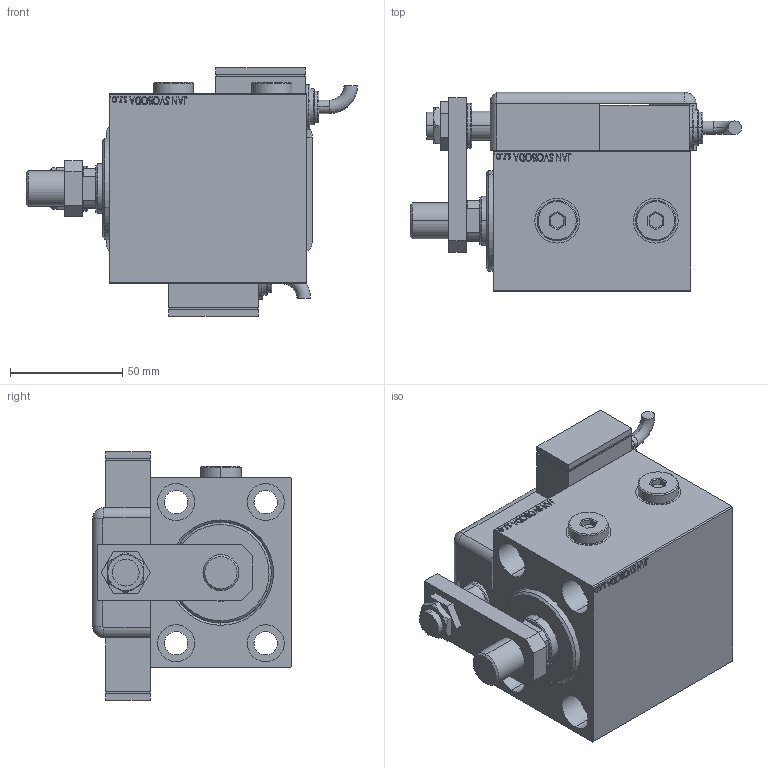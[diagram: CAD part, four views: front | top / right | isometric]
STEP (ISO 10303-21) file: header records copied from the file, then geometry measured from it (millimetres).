
FILE_DESCRIPTION (( 'STEP AP203' ), '1' );
FILE_NAME ('4e8a.STEP', '2025-09-04T10:38:28', ( '' ), ( '' ), 'SwSTEP 2.0', 'SolidWorks 2019', '' );
FILE_SCHEMA (( 'CONFIG_CONTROL_DESIGN' ));
Length unit declared in the file: millimetre
Products named in the file (15): ZARAZKA_Q 8a04ba5d50b886de96857bcee7a92cf5; V450CM_C_Body 8a04ba5d50b886de96857bcee7a92cf5; Zatka_OIL_PORT 8a04ba5d50b886de96857bcee7a92cf5; NUT_D13 8a04ba5d50b886de96857bcee7a92cf5; SWITCH_Q_FRONT_BACK 8a04ba5d50b886de96857bcee7a92cf5; 4e8a; V450CM_VC_B 8a04ba5d50b886de96857bcee7a92cf5; SWITCH DIM A_G 8a04ba5d50b886de96857bcee7a92cf5; V450CM_MALE_METRIC 8a04ba5d50b886de96857bcee7a92cf5; MAGNETIC SWITCH Q 8a04ba5d50b886de96857bcee7a92cf5; V450CM_C_VCP 8a04ba5d50b886de96857bcee7a92cf5; TYC 8a04ba5d50b886de96857bcee7a92cf5; NUT_D19 8a04ba5d50b886de96857bcee7a92cf5; SWITCH Q 8a04ba5d50b886de96857bcee7a92cf5; KRYT 8a04ba5d50b886de96857bcee7a92cf5
Assembly tree (16 placements, depth 3):
  4e8a
    V450CM_C_Body 8a04ba5d50b886de96857bcee7a92cf5
    V450CM_C_VCP 8a04ba5d50b886de96857bcee7a92cf5
    V450CM_VC_B 8a04ba5d50b886de96857bcee7a92cf5
    V450CM_MALE_METRIC 8a04ba5d50b886de96857bcee7a92cf5
    MAGNETIC SWITCH Q 8a04ba5d50b886de96857bcee7a92cf5
      SWITCH_Q_FRONT_BACK 8a04ba5d50b886de96857bcee7a92cf5
      TYC 8a04ba5d50b886de96857bcee7a92cf5
      ZARAZKA_Q 8a04ba5d50b886de96857bcee7a92cf5
      SWITCH DIM A_G 8a04ba5d50b886de96857bcee7a92cf5
      NUT_D19 8a04ba5d50b886de96857bcee7a92cf5
      NUT_D13 8a04ba5d50b886de96857bcee7a92cf5
      KRYT 8a04ba5d50b886de96857bcee7a92cf5
      SWITCH Q 8a04ba5d50b886de96857bcee7a92cf5  x2
    Zatka_OIL_PORT 8a04ba5d50b886de96857bcee7a92cf5  x2
Bounding box: 147.76 x 88.8 x 111 mm (x, y, z)
Volume: 545744.7 mm3; surface area: 132471.6 mm2
Topology: 16 solids, 16 shells, 1314 faces, 3306 edges, 2175 vertices
Faces by surface type: plane 652, bspline 471, cylinder 135, cone 30, torus 24, sphere 2
Entity records: 61439 total; most frequent: CARTESIAN_POINT 32517, ORIENTED_EDGE 6336, DIRECTION 4118, EDGE_CURVE 3168, VERTEX_POINT 2091, LINE 1882, VECTOR 1882, EDGE_LOOP 1437
